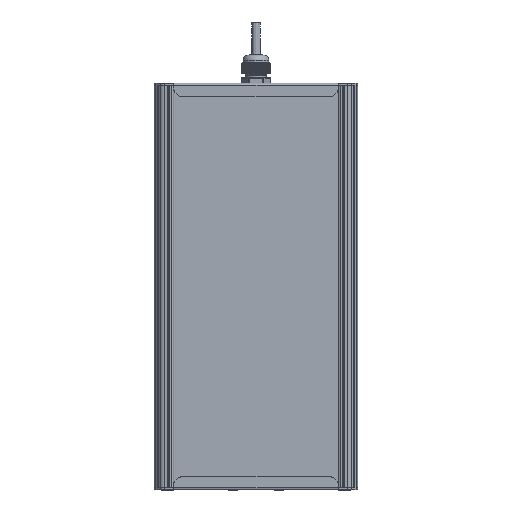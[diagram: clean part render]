
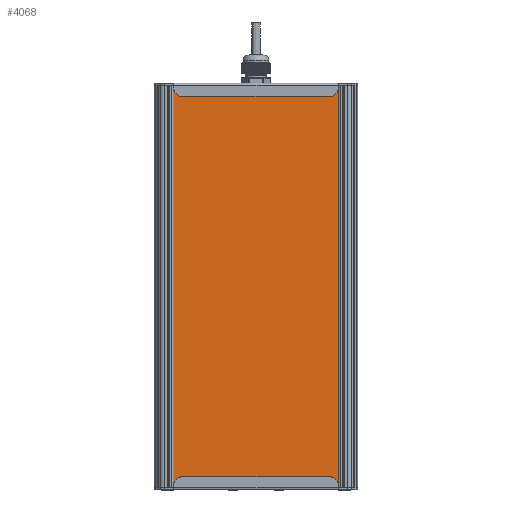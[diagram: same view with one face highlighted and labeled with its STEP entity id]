
A CAD part, front view. The second image highlights one B-rep face of the part: STEP entity #4068.
In plain terms, the highlighted face is planar.
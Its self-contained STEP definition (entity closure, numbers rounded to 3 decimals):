
#4068=ADVANCED_FACE('',(#16577),#16579,.T.);
#16577=FACE_BOUND('',#16578,.T.);
#16578=EDGE_LOOP('',(#47959,#47960,#47961,#47962));
#16579=PLANE('',#16580);
#16580=AXIS2_PLACEMENT_3D('',#16581,#16582,#16583);
#16581=CARTESIAN_POINT('',(2111.497,401.002,-34.582));
#16582=DIRECTION('',(0.,0.,-1.));
#16583=DIRECTION('',(0.,1.,0.));
#47959=ORIENTED_EDGE('',*,*,#56329,.F.);
#47960=ORIENTED_EDGE('',*,*,#56328,.T.);
#47961=ORIENTED_EDGE('',*,*,#56330,.F.);
#47962=ORIENTED_EDGE('',*,*,#56331,.F.);
#56328=EDGE_CURVE('',#62806,#62810,#62812,.T.);
#56329=EDGE_CURVE('',#62806,#62813,#62814,.T.);
#56330=EDGE_CURVE('',#62815,#62810,#62816,.T.);
#56331=EDGE_CURVE('',#62813,#62815,#62817,.T.);
#62806=VERTEX_POINT('',#83030);
#62810=VERTEX_POINT('',#83038);
#62812=LINE('',#83042,#83043);
#62813=VERTEX_POINT('',#83045);
#62814=LINE('',#83046,#83047);
#62815=VERTEX_POINT('',#83049);
#62816=LINE('',#83050,#83051);
#62817=LINE('',#83053,#83054);
#83030=CARTESIAN_POINT('',(2111.497,565.13,-34.582));
#83038=CARTESIAN_POINT('',(2482.497,565.13,-34.582));
#83042=CARTESIAN_POINT('',(2111.497,565.13,-34.582));
#83043=VECTOR('',#83044,1.);
#83044=DIRECTION('',(1.,0.,0.));
#83045=CARTESIAN_POINT('',(2111.497,401.002,-34.582));
#83046=CARTESIAN_POINT('',(2111.497,565.13,-34.582));
#83047=VECTOR('',#83048,1.);
#83048=DIRECTION('',(0.,-1.,0.));
#83049=CARTESIAN_POINT('',(2482.497,401.002,-34.582));
#83050=CARTESIAN_POINT('',(2482.497,401.002,-34.582));
#83051=VECTOR('',#83052,1.);
#83052=DIRECTION('',(0.,1.,0.));
#83053=CARTESIAN_POINT('',(2111.497,401.002,-34.582));
#83054=VECTOR('',#83055,1.);
#83055=DIRECTION('',(1.,0.,0.));
